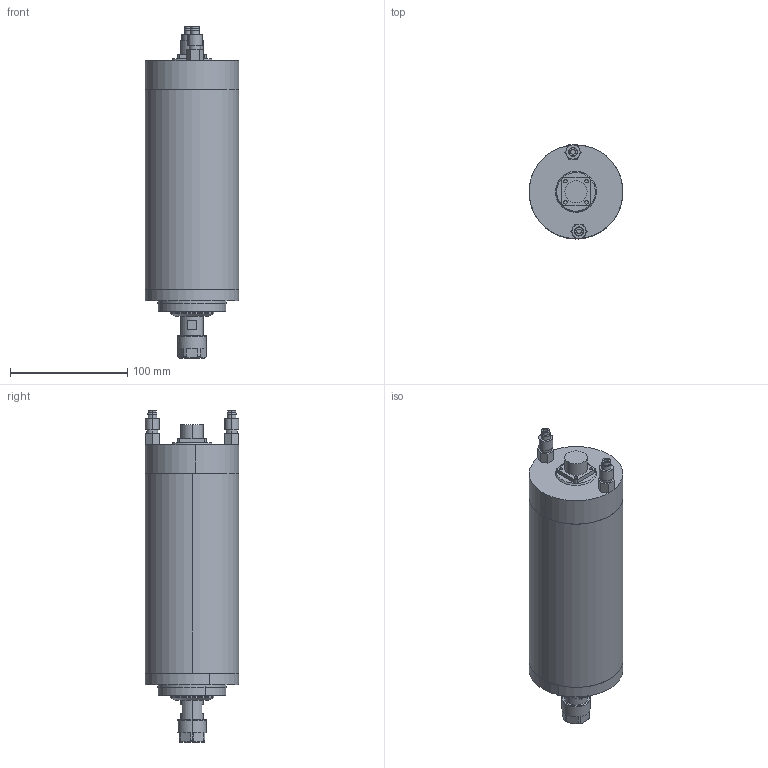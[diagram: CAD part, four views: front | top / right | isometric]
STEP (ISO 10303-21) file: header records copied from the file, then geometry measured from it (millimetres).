
FILE_DESCRIPTION (( 'STEP AP214' ), '1' );
FILE_NAME ('GDZ17B.STEP', '2021-04-29T09:19:59', ( '萇齟' ), ( '' ), 'SwSTEP 2.0', 'SolidWorks 2018', '' );
FILE_SCHEMA (( 'AUTOMOTIVE_DESIGN' ));
Length unit declared in the file: millimetre
Products named in the file (11): GDZ17阨郲; ER16粟俶芠標; GDZ17B; 堤盄釱脣芛18x18M20; GDZ17ヶ蹟譫; GDZ17ヶ裔; GDZ17堤盄釱; GDZ17B粣芛; GDZ17B粣創釱; ER16蹟簽
Assembly tree (11 placements, depth 2):
  GDZ17B
    GDZ17B
    ER16粟俶芠標
    ER16蹟簽
    GDZ17B粣創釱
    GDZ17B粣芛
    GDZ17堤盄釱
    GDZ17ヶ裔
    GDZ17ヶ蹟譫
    GDZ17阨郲  x2
    堤盄釱脣芛18x18M20
Bounding box: 80 x 80 x 283.2 mm (x, y, z)
Volume: 1079981.3 mm3; surface area: 104289.2 mm2
Topology: 11 solids, 11 shells, 148 faces, 314 edges, 204 vertices
Faces by surface type: plane 70, cylinder 52, cone 18, torus 8
Entity records: 4062 total; most frequent: CARTESIAN_POINT 756, DIRECTION 676, ORIENTED_EDGE 528, AXIS2_PLACEMENT_3D 280, EDGE_CURVE 264, VERTEX_POINT 172, EDGE_LOOP 150, CIRCLE 142
